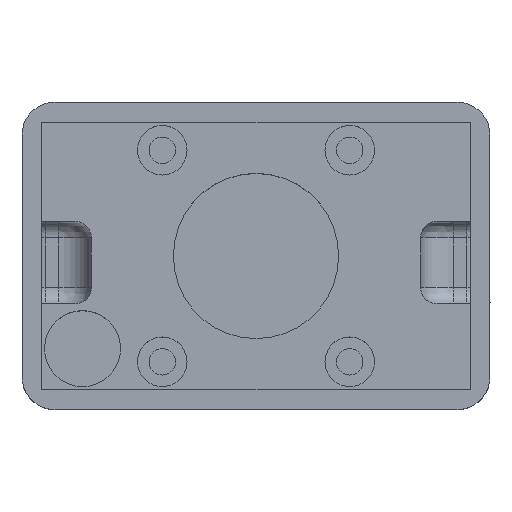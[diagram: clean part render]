
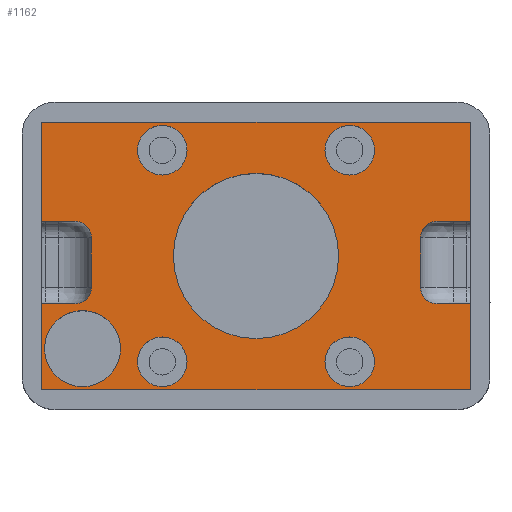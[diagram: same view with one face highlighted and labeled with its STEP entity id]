
A CAD part, top view. The second image highlights one B-rep face of the part: STEP entity #1162.
In plain terms, the highlighted planar face has unit normal (0, 0, 1).
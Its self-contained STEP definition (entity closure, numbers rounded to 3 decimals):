
#29=FACE_BOUND('',#377,.T.);
#30=FACE_BOUND('',#378,.T.);
#31=FACE_BOUND('',#379,.T.);
#32=FACE_BOUND('',#380,.T.);
#33=FACE_BOUND('',#381,.T.);
#34=FACE_BOUND('',#382,.T.);
#45=PLANE('',#1267);
#82=LINE('',#2116,#164);
#89=LINE('',#2351,#171);
#92=LINE('',#2409,#174);
#93=LINE('',#2411,#175);
#97=LINE('',#2420,#179);
#98=LINE('',#2424,#180);
#99=LINE('',#2428,#181);
#100=LINE('',#2430,#182);
#101=LINE('',#2431,#183);
#102=LINE('',#2435,#184);
#103=LINE('',#2438,#185);
#104=LINE('',#2439,#186);
#164=VECTOR('',#1393,1000.);
#171=VECTOR('',#1406,1000.);
#174=VECTOR('',#1473,1000.);
#175=VECTOR('',#1474,1000.);
#179=VECTOR('',#1480,1000.);
#180=VECTOR('',#1483,1000.);
#181=VECTOR('',#1486,1000.);
#182=VECTOR('',#1487,1000.);
#183=VECTOR('',#1488,1000.);
#184=VECTOR('',#1491,1000.);
#185=VECTOR('',#1494,1000.);
#186=VECTOR('',#1495,1000.);
#289=FACE_OUTER_BOUND('',#376,.T.);
#376=EDGE_LOOP('',(#882,#883,#884,#885,#886,#887,#888,#889,#890,#891,#892,
#893,#894,#895,#896,#897));
#377=EDGE_LOOP('',(#898));
#378=EDGE_LOOP('',(#899));
#379=EDGE_LOOP('',(#900));
#380=EDGE_LOOP('',(#901));
#381=EDGE_LOOP('',(#902));
#382=EDGE_LOOP('',(#903));
#455=CIRCLE('',#1238,12.5);
#457=CIRCLE('',#1241,5.75);
#467=CIRCLE('',#1256,3.75);
#469=CIRCLE('',#1259,3.75);
#471=CIRCLE('',#1262,3.75);
#473=CIRCLE('',#1265,3.75);
#474=CIRCLE('',#1268,2.5);
#475=CIRCLE('',#1269,2.5);
#476=CIRCLE('',#1270,2.5);
#477=CIRCLE('',#1271,2.5);
#538=VERTEX_POINT('',#2093);
#542=VERTEX_POINT('',#2105);
#545=VERTEX_POINT('',#2114);
#553=VERTEX_POINT('',#2350);
#557=VERTEX_POINT('',#2360);
#559=VERTEX_POINT('',#2365);
#569=VERTEX_POINT('',#2390);
#571=VERTEX_POINT('',#2395);
#573=VERTEX_POINT('',#2400);
#575=VERTEX_POINT('',#2405);
#576=VERTEX_POINT('',#2408);
#577=VERTEX_POINT('',#2410);
#580=VERTEX_POINT('',#2418);
#581=VERTEX_POINT('',#2419);
#582=VERTEX_POINT('',#2421);
#583=VERTEX_POINT('',#2423);
#584=VERTEX_POINT('',#2425);
#585=VERTEX_POINT('',#2427);
#586=VERTEX_POINT('',#2429);
#587=VERTEX_POINT('',#2432);
#588=VERTEX_POINT('',#2434);
#589=VERTEX_POINT('',#2437);
#658=EDGE_CURVE('',#545,#542,#82,.T.);
#669=EDGE_CURVE('',#538,#553,#89,.T.);
#674=EDGE_CURVE('',#557,#557,#455,.T.);
#676=EDGE_CURVE('',#559,#559,#457,.T.);
#686=EDGE_CURVE('',#569,#569,#467,.T.);
#688=EDGE_CURVE('',#571,#571,#469,.T.);
#690=EDGE_CURVE('',#573,#573,#471,.T.);
#692=EDGE_CURVE('',#575,#575,#473,.T.);
#693=EDGE_CURVE('',#538,#576,#92,.T.);
#694=EDGE_CURVE('',#577,#542,#93,.T.);
#698=EDGE_CURVE('',#580,#581,#97,.T.);
#699=EDGE_CURVE('',#581,#582,#474,.T.);
#700=EDGE_CURVE('',#582,#583,#98,.T.);
#701=EDGE_CURVE('',#583,#584,#475,.T.);
#702=EDGE_CURVE('',#584,#585,#99,.T.);
#703=EDGE_CURVE('',#585,#586,#100,.T.);
#704=EDGE_CURVE('',#586,#577,#101,.T.);
#705=EDGE_CURVE('',#545,#587,#476,.T.);
#706=EDGE_CURVE('',#587,#588,#102,.T.);
#707=EDGE_CURVE('',#588,#553,#477,.T.);
#708=EDGE_CURVE('',#576,#589,#103,.T.);
#709=EDGE_CURVE('',#589,#580,#104,.T.);
#882=ORIENTED_EDGE('',*,*,#698,.T.);
#883=ORIENTED_EDGE('',*,*,#699,.T.);
#884=ORIENTED_EDGE('',*,*,#700,.T.);
#885=ORIENTED_EDGE('',*,*,#701,.T.);
#886=ORIENTED_EDGE('',*,*,#702,.T.);
#887=ORIENTED_EDGE('',*,*,#703,.T.);
#888=ORIENTED_EDGE('',*,*,#704,.T.);
#889=ORIENTED_EDGE('',*,*,#694,.T.);
#890=ORIENTED_EDGE('',*,*,#658,.F.);
#891=ORIENTED_EDGE('',*,*,#705,.T.);
#892=ORIENTED_EDGE('',*,*,#706,.T.);
#893=ORIENTED_EDGE('',*,*,#707,.T.);
#894=ORIENTED_EDGE('',*,*,#669,.F.);
#895=ORIENTED_EDGE('',*,*,#693,.T.);
#896=ORIENTED_EDGE('',*,*,#708,.T.);
#897=ORIENTED_EDGE('',*,*,#709,.T.);
#898=ORIENTED_EDGE('',*,*,#674,.F.);
#899=ORIENTED_EDGE('',*,*,#692,.F.);
#900=ORIENTED_EDGE('',*,*,#690,.F.);
#901=ORIENTED_EDGE('',*,*,#688,.F.);
#902=ORIENTED_EDGE('',*,*,#686,.F.);
#903=ORIENTED_EDGE('',*,*,#676,.F.);
#1162=ADVANCED_FACE('',(#289,#29,#30,#31,#32,#33,#34),#45,.F.);
#1238=AXIS2_PLACEMENT_3D('',#2361,#1415,#1416);
#1241=AXIS2_PLACEMENT_3D('',#2366,#1421,#1422);
#1256=AXIS2_PLACEMENT_3D('',#2391,#1451,#1452);
#1259=AXIS2_PLACEMENT_3D('',#2396,#1457,#1458);
#1262=AXIS2_PLACEMENT_3D('',#2401,#1463,#1464);
#1265=AXIS2_PLACEMENT_3D('',#2406,#1469,#1470);
#1267=AXIS2_PLACEMENT_3D('',#2417,#1478,#1479);
#1268=AXIS2_PLACEMENT_3D('',#2422,#1481,#1482);
#1269=AXIS2_PLACEMENT_3D('',#2426,#1484,#1485);
#1270=AXIS2_PLACEMENT_3D('',#2433,#1489,#1490);
#1271=AXIS2_PLACEMENT_3D('',#2436,#1492,#1493);
#1393=DIRECTION('',(-1.,0.,0.));
#1406=DIRECTION('',(1.,0.,0.));
#1415=DIRECTION('center_axis',(0.,0.,1.));
#1416=DIRECTION('ref_axis',(1.,0.,0.));
#1421=DIRECTION('center_axis',(0.,0.,1.));
#1422=DIRECTION('ref_axis',(1.,0.,0.));
#1451=DIRECTION('center_axis',(0.,0.,1.));
#1452=DIRECTION('ref_axis',(1.,0.,0.));
#1457=DIRECTION('center_axis',(0.,0.,1.));
#1458=DIRECTION('ref_axis',(-1.,0.,0.));
#1463=DIRECTION('center_axis',(0.,0.,1.));
#1464=DIRECTION('ref_axis',(-1.,0.,0.));
#1469=DIRECTION('center_axis',(0.,0.,1.));
#1470=DIRECTION('ref_axis',(1.,0.,0.));
#1473=DIRECTION('',(0.,-1.,0.));
#1474=DIRECTION('',(0.,-1.,0.));
#1478=DIRECTION('center_axis',(0.,0.,-1.));
#1479=DIRECTION('ref_axis',(-1.,0.,0.));
#1480=DIRECTION('',(-1.,0.,0.));
#1481=DIRECTION('center_axis',(0.,0.,-1.));
#1482=DIRECTION('ref_axis',(-1.,0.,0.));
#1483=DIRECTION('',(0.,1.,0.));
#1484=DIRECTION('center_axis',(0.,0.,-1.));
#1485=DIRECTION('ref_axis',(-1.,0.,0.));
#1486=DIRECTION('',(1.,0.,0.));
#1487=DIRECTION('',(0.,1.,0.));
#1488=DIRECTION('',(-1.,0.,0.));
#1489=DIRECTION('center_axis',(0.,0.,-1.));
#1490=DIRECTION('ref_axis',(-1.,0.,0.));
#1491=DIRECTION('',(0.,-1.,0.));
#1492=DIRECTION('center_axis',(0.,0.,-1.));
#1493=DIRECTION('ref_axis',(-1.,0.,0.));
#1494=DIRECTION('',(1.,0.,0.));
#1495=DIRECTION('',(0.,1.,0.));
#2093=CARTESIAN_POINT('',(-0.25,12.75,-0.1));
#2105=CARTESIAN_POINT('',(-0.25,25.25,-0.1));
#2114=CARTESIAN_POINT('',(4.75,25.25,-0.1));
#2116=CARTESIAN_POINT('',(32.15,25.25,-0.1));
#2350=CARTESIAN_POINT('',(4.75,12.75,-0.1));
#2351=CARTESIAN_POINT('',(32.15,12.75,-0.1));
#2360=CARTESIAN_POINT('',(44.65,20.,-0.1));
#2361=CARTESIAN_POINT('Origin',(32.15,20.,-0.1));
#2365=CARTESIAN_POINT('',(11.659,5.99,-0.1));
#2366=CARTESIAN_POINT('Origin',(5.909,5.99,-0.1));
#2390=CARTESIAN_POINT('',(50.075,4.,-0.1));
#2391=CARTESIAN_POINT('Origin',(46.325,4.,-0.1));
#2395=CARTESIAN_POINT('',(21.725,4.,-0.1));
#2396=CARTESIAN_POINT('Origin',(17.975,4.,-0.1));
#2400=CARTESIAN_POINT('',(50.075,36.,-0.1));
#2401=CARTESIAN_POINT('Origin',(46.325,36.,-0.1));
#2405=CARTESIAN_POINT('',(21.725,36.,-0.1));
#2406=CARTESIAN_POINT('Origin',(17.975,36.,-0.1));
#2408=CARTESIAN_POINT('',(-0.25,-0.25,-0.1));
#2409=CARTESIAN_POINT('',(-0.25,40.25,-0.1));
#2410=CARTESIAN_POINT('',(-0.25,40.25,-0.1));
#2411=CARTESIAN_POINT('',(-0.25,40.25,-0.1));
#2417=CARTESIAN_POINT('Origin',(32.15,20.,-0.1));
#2418=CARTESIAN_POINT('',(64.55,12.75,-0.1));
#2419=CARTESIAN_POINT('',(59.55,12.75,-0.1));
#2420=CARTESIAN_POINT('',(32.15,12.75,-0.1));
#2421=CARTESIAN_POINT('',(57.05,15.25,-0.1));
#2422=CARTESIAN_POINT('Origin',(59.55,15.25,-0.1));
#2423=CARTESIAN_POINT('',(57.05,22.75,-0.1));
#2424=CARTESIAN_POINT('',(57.05,20.,-0.1));
#2425=CARTESIAN_POINT('',(59.55,25.25,-0.1));
#2426=CARTESIAN_POINT('Origin',(59.55,22.75,-0.1));
#2427=CARTESIAN_POINT('',(64.55,25.25,-0.1));
#2428=CARTESIAN_POINT('',(32.15,25.25,-0.1));
#2429=CARTESIAN_POINT('',(64.55,40.25,-0.1));
#2430=CARTESIAN_POINT('',(64.55,-0.25,-0.1));
#2431=CARTESIAN_POINT('',(64.55,40.25,-0.1));
#2432=CARTESIAN_POINT('',(7.25,22.75,-0.1));
#2433=CARTESIAN_POINT('Origin',(4.75,22.75,-0.1));
#2434=CARTESIAN_POINT('',(7.25,15.25,-0.1));
#2435=CARTESIAN_POINT('',(7.25,20.,-0.1));
#2436=CARTESIAN_POINT('Origin',(4.75,15.25,-0.1));
#2437=CARTESIAN_POINT('',(64.55,-0.25,-0.1));
#2438=CARTESIAN_POINT('',(-0.25,-0.25,-0.1));
#2439=CARTESIAN_POINT('',(64.55,-0.25,-0.1));
